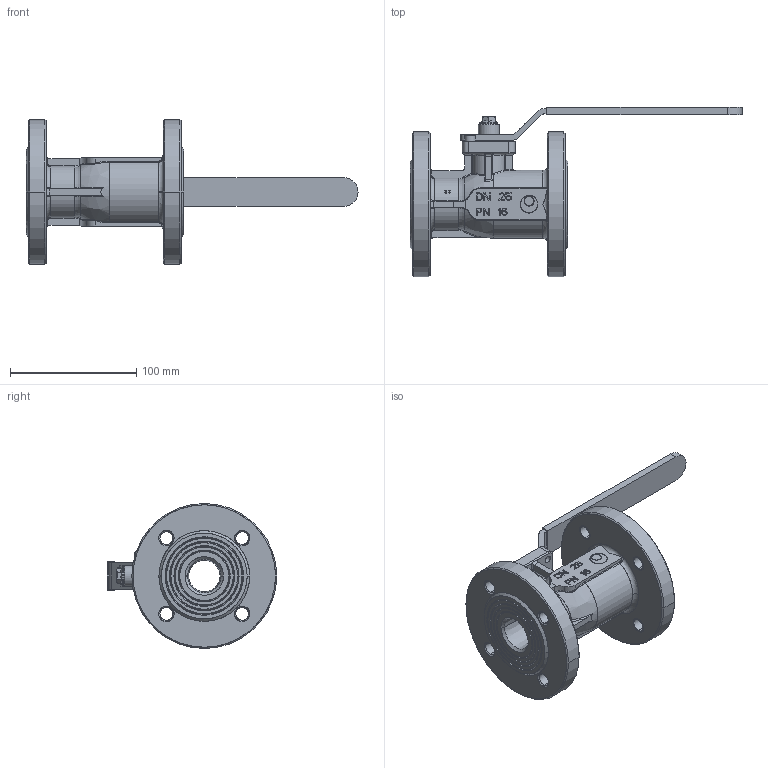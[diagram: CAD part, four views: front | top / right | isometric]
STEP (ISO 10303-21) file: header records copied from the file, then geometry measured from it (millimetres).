
FILE_DESCRIPTION(/* description */ ('Unknown'),/* implementation_level */ '2;1');
FILE_NAME(/* name */ '4.150_160.025',/* time_stamp */ '2021-02-17T11:12:21+01:00',/* author */ ('Unknown'),/* organization */ ('Unknown'),/* preprocessor_version */ 'ST-DEVELOPER v16.7',/* originating_system */ 'Solid Edge',/* authorisation */ 'Unknown');
FILE_SCHEMA (('AUTOMOTIVE_DESIGN {1 0 10303 214 3 1 1}'));
Products named in the file (4): 4.150_160.025; ivr-77-78-dn25; Handhebel_DN25; Distanzhülse
Assembly tree (3 placements, depth 2):
  4.150_160.025
    ivr-77-78-dn25
    Handhebel_DN25
    Distanzhülse
Bounding box: 263.43 x 134.5 x 115 mm (x, y, z)
Volume: 28070.7 mm3; surface area: 138396.5 mm2
Topology: 2 solids, 909 shells, 1302 faces, 5762 edges, 5380 vertices
Faces by surface type: plane 859, cylinder 210, cone 111, bspline 60, torus 47, sphere 15
Full cylindrical faces by diameter (mm): 4.4 x1, 4.5 x1, 5 x1, 6.5 x1, 8.4 x1, 8.5 x1, 8.95 x3, 11.7 x5, 11.85 x1, 12 x9, 12.5 x1, 14 x3, 16.5 x1, 19 x2, 33.7 x1, 33.75 x2, 39 x1, 63 x1
Entity records: 72366 total; most frequent: CARTESIAN_POINT 19916, DIRECTION 7926, ORIENTED_EDGE 6573, EDGE_CURVE 5666, VERTEX_POINT 5383, LINE 3938, VECTOR 3938, AXIS2_PLACEMENT_3D 1994
